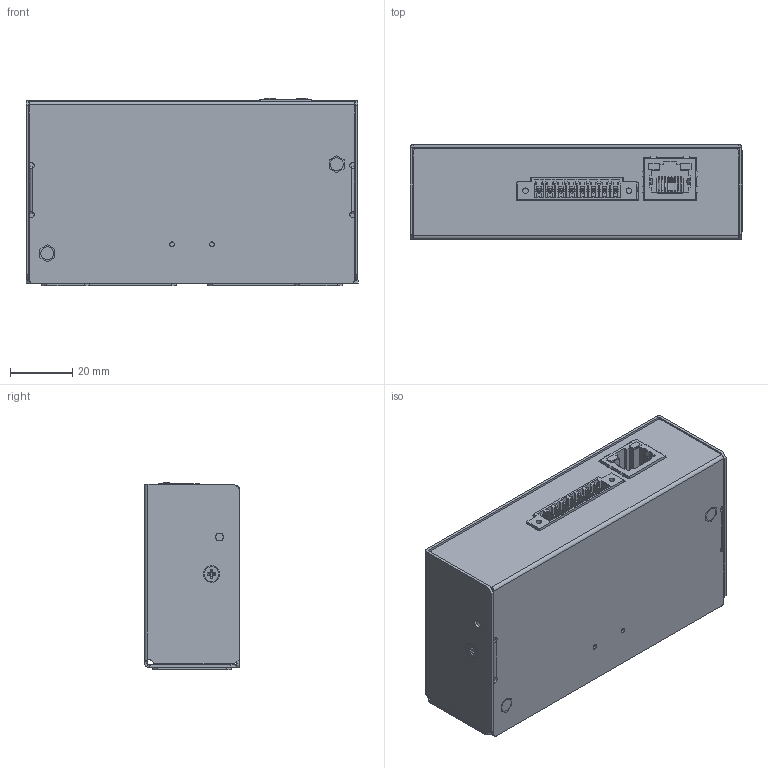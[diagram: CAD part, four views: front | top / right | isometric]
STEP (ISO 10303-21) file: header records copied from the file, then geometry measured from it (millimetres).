
FILE_DESCRIPTION (( 'STEP AP214' ), '1' );
FILE_NAME ('EMUX-S420MA-24V.STEP', '2017-08-01T19:24:17', ( 'test' ), ( '' ), 'SwSTEP 2.0', 'SolidWorks 2011', '' );
FILE_SCHEMA (( 'AUTOMOTIVE_DESIGN' ));
Length unit declared in the file: millimetre
Products named in the file (12): HW4033-SCRW#4-40x.25-BUT-TORX-T8-ZN_90022A110; HW5127 CR-FHMS 0.112-40x0.188x0.188_CR-FHMS 0.112-40x0.188x0.188-C; HW4120_PEM S-440-0 ZI--N; HW5172_PEM BSO-440-14 ZI--C; ENVIROMUX-SEMS-SENSOR-ADAPTER_PCB; CN5423; CN5333 - RJ45 LED; MP3571; MP3598; MP4613; EMUX-S420MA-24V
Assembly tree (22 placements, depth 3):
  EMUX-S420MA-24V
    HW5127 CR-FHMS 0.112-40x0.188x0.188_CR-FHMS 0.112-40x0.188x0.188-C  x6
    HW4033-SCRW#4-40x.25-BUT-TORX-T8-ZN_90022A110  x2
    HW4120_PEM S-440-0 ZI--N  x4
    HW5172_PEM BSO-440-14 ZI--C  x2
    MP3571  x2
    ENVIROMUX-SEMS-SENSOR-ADAPTER_PCB
      CN5333 - RJ45 LED
      ENVIROMUX-SEMS-SENSOR-ADAPTER_PCB
      CN5423
    MP3598
    MP4613
Bounding box: 106.38 x 30.33 x 60.13 mm (x, y, z)
Volume: 31752.7 mm3; surface area: 64999.5 mm2
Topology: 21 solids, 21 shells, 1856 faces, 4869 edges, 3118 vertices
Faces by surface type: plane 1214, cylinder 490, cone 98, torus 28, bspline 26
Entity records: 50110 total; most frequent: CARTESIAN_POINT 10761, ORIENTED_EDGE 6800, DIRECTION 6320, EDGE_CURVE 3400, LINE 2556, VECTOR 2556, VERTEX_POINT 2191, AXIS2_PLACEMENT_3D 1882
